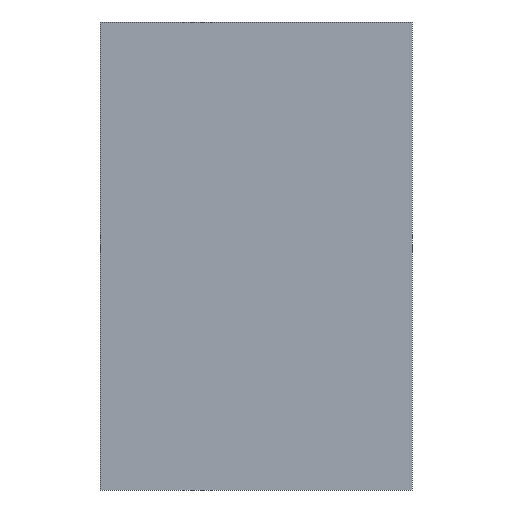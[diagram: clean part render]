
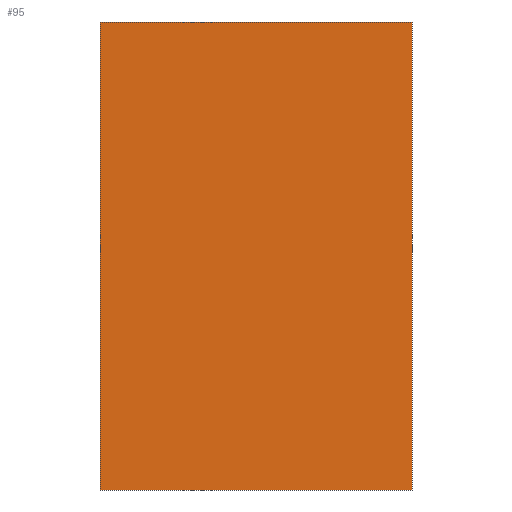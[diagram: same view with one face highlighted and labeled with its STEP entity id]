
A CAD part, front view. The second image highlights one B-rep face of the part: STEP entity #95.
In plain terms, the highlighted planar face has unit normal (0, -1, 0).
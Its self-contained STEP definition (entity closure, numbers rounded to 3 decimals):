
#1=CARTESIAN_POINT('POINT1',(-2.54,-14.605,7.62));
#2=VERTEX_POINT('VERTEX1',#1);
#3=CARTESIAN_POINT('POINT2',(2.54,-14.605,7.62));
#4=VERTEX_POINT('VERTEX2',#3);
#5=CARTESIAN_POINT('POS1',(-2.54,-14.605,7.62));
#6=DIRECTION('DIR1',(1.,0.,0.));
#7=VECTOR('VEC1',#6,1.);
#8=LINE('STRAIGHT1',#5,#7);
#9=EDGE_CURVE('EDGE1',#2,#4,#8,.T.);
#41=CARTESIAN_POINT('POINT5',(-2.54,-14.605,0.));
#42=VERTEX_POINT('VERTEX5',#41);
#43=CARTESIAN_POINT('POS6',(-2.54,-14.605,0.));
#44=DIRECTION('DIR7',(0.,0.,1.));
#45=VECTOR('VEC5',#44,1.);
#46=LINE('STRAIGHT5',#43,#45);
#47=EDGE_CURVE('EDGE5',#42,#2,#46,.T.);
#72=CARTESIAN_POINT('POINT7',(2.54,-14.605,0.));
#73=VERTEX_POINT('VERTEX7',#72);
#74=CARTESIAN_POINT('POS10',(2.54,-14.605,0.));
#75=DIRECTION('DIR12',(0.,0.,1.));
#76=VECTOR('VEC8',#75,1.);
#77=LINE('STRAIGHT8',#74,#76);
#78=EDGE_CURVE('EDGE8',#73,#4,#77,.T.);
#79=ORIENTED_EDGE('COEDGE9',*,*,#78,.T.);
#80=ORIENTED_EDGE('COEDGE10',*,*,#9,.F.);
#81=ORIENTED_EDGE('COEDGE11',*,*,#47,.F.);
#82=CARTESIAN_POINT('POS11',(-2.54,-14.605,0.));
#83=DIRECTION('DIR13',(1.,0.,0.));
#84=VECTOR('VEC9',#83,1.);
#85=LINE('STRAIGHT9',#82,#84);
#86=EDGE_CURVE('EDGE9',#42,#73,#85,.T.);
#87=ORIENTED_EDGE('COEDGE12',*,*,#86,.T.);
#88=EDGE_LOOP('NONE',(#79,#80,#81,#87));
#89=FACE_BOUND('LOOP1',#88,.T.);
#90=CARTESIAN_POINT('POS12',(-2.54,-14.605,0.));
#91=DIRECTION('DIR14',(0.,-1.,0.));
#92=DIRECTION('DIR15',(1.,0.,0.));
#93=AXIS2_PLACEMENT_3D('AXIS3',#90,#91,#92);
#94=PLANE('PLANE3',#93);
#95=ADVANCED_FACE('FACE3',(#89),#94,.T.);
